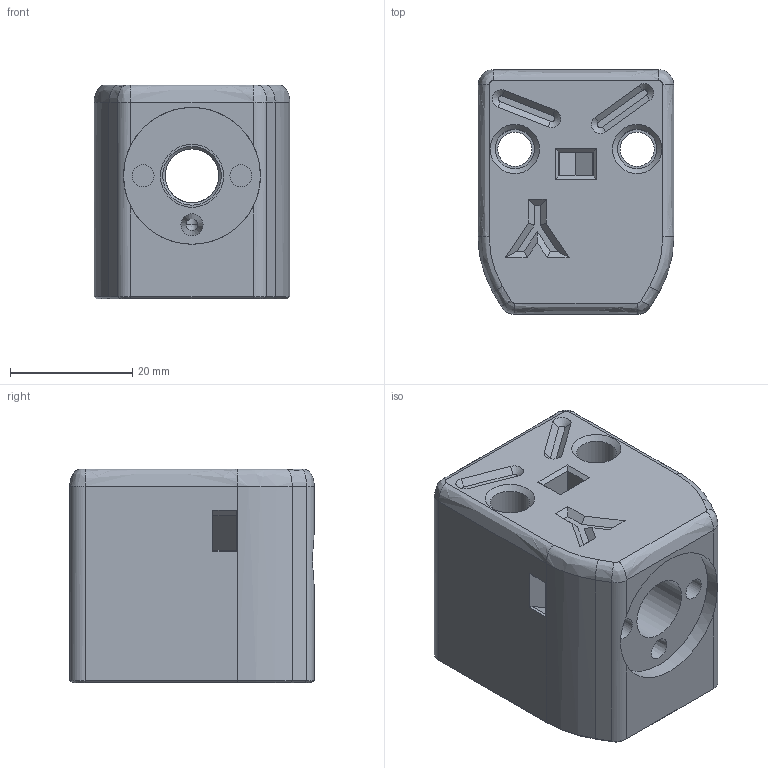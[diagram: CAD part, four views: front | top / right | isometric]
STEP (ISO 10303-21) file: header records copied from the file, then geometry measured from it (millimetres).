
FILE_DESCRIPTION(/* description */ ('STEP AP242','CAx-IF Rec.Pracs.---Representation and Presentation of Product Manufacturing Information (PMI)---4.0---2014-10-13','CAx-IF Rec.Pracs.---3D Tessellated Geometry---0.4---2014-09-14','2;1'),/* implementation_level */ '2;1');
FILE_NAME(/* name */ '665366d85bee284a0324d84a',/* time_stamp */ '2024-05-26T16:44:08Z',/* author */ (''),/* organization */ (''),/* preprocessor_version */ 'ST-DEVELOPER v20',/* originating_system */ ' ',/* authorisation */ ' ');
FILE_SCHEMA (('AP242_MANAGED_MODEL_BASED_3D_ENGINEERING_MIM_LF { 1 0 10303 442 1 1 4 }'));
Length unit declared in the file: metre
Products named in the file (1): Y Axis Anti Backlash Nut x1_LDO_FIXED
Bounding box: 32 x 40 x 35 mm (x, y, z)
Volume: 35060.5 mm3; surface area: 10985.4 mm2
Topology: 1 solids, 1 shells, 142 faces, 338 edges, 205 vertices
Faces by surface type: plane 81, cylinder 26, cone 17, bspline 15, torus 2, sphere 1
Full cylindrical faces by diameter (mm): 2 x2, 3.6 x8, 5.6 x2, 6.45 x2, 8.8 x2, 10.3 x2, 22.4 x2
Entity records: 4089 total; most frequent: CARTESIAN_POINT 1075, ORIENTED_EDGE 588, DIRECTION 571, EDGE_CURVE 294, EDGE_LOOP 200, FACE_BOUND 200, VERTEX_POINT 196, AXIS2_PLACEMENT_3D 195
